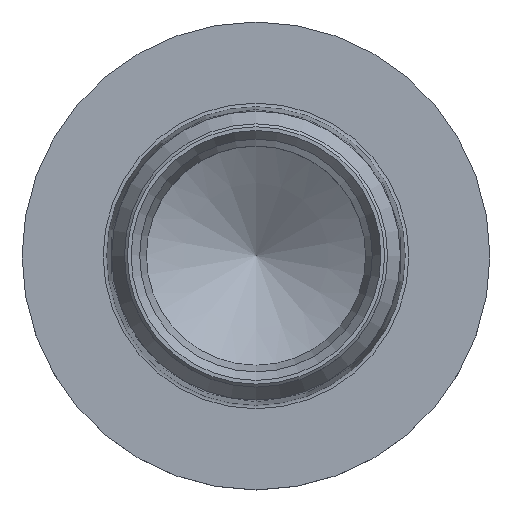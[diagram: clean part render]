
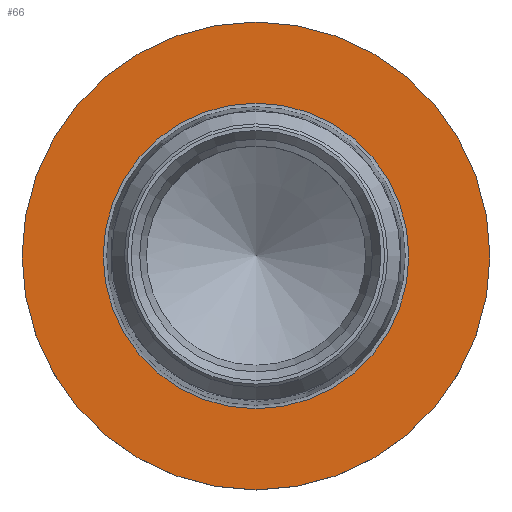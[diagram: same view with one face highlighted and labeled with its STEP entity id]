
A CAD part, top view. The second image highlights one B-rep face of the part: STEP entity #66.
In plain terms, the highlighted planar face has unit normal (0, 0, 1).
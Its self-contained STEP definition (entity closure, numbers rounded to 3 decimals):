
#43=PLANE('',#317);
#66=ADVANCED_FACE('',(#109,#110),#43,.T.);
#109=FACE_BOUND('',#149,.T.);
#110=FACE_BOUND('',#150,.T.);
#149=EDGE_LOOP('',(#189));
#150=EDGE_LOOP('',(#190));
#189=ORIENTED_EDGE('',*,*,#236,.T.);
#190=ORIENTED_EDGE('',*,*,#235,.F.);
#215=VERTEX_POINT('',#465);
#216=VERTEX_POINT('',#468);
#235=EDGE_CURVE('',#215,#215,#255,.T.);
#236=EDGE_CURVE('',#216,#216,#256,.T.);
#255=CIRCLE('',#314,16.);
#256=CIRCLE('',#316,10.45);
#314=AXIS2_PLACEMENT_3D('',#464,#391,#392);
#316=AXIS2_PLACEMENT_3D('',#467,#395,#396);
#317=AXIS2_PLACEMENT_3D('',#469,#397,#398);
#391=DIRECTION('',(0.,0.,-1.));
#392=DIRECTION('',(0.,1.,0.));
#395=DIRECTION('',(0.,0.,-1.));
#396=DIRECTION('',(0.,1.,0.));
#397=DIRECTION('',(0.,0.,1.));
#398=DIRECTION('',(0.,-1.,0.));
#464=CARTESIAN_POINT('',(0.,0.,0.));
#465=CARTESIAN_POINT('',(0.,16.,0.));
#467=CARTESIAN_POINT('',(0.,0.,0.));
#468=CARTESIAN_POINT('',(0.,10.45,0.));
#469=CARTESIAN_POINT('',(16.,0.,0.));
